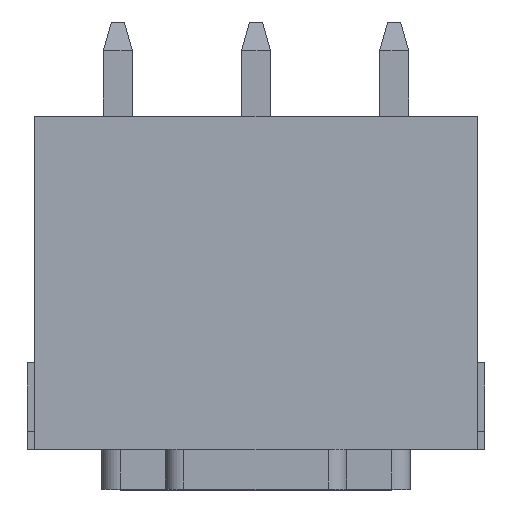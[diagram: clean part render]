
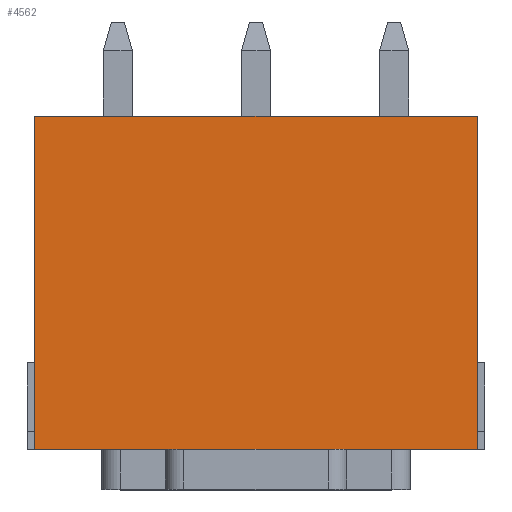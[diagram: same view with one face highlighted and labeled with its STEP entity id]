
A CAD part, top view. The second image highlights one B-rep face of the part: STEP entity #4562.
In plain terms, the highlighted planar face has unit normal (0, 0, 1).
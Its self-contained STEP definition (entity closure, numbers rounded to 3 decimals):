
#836=ORIENTED_EDGE('',*,*,#1829,.T.);
#837=ORIENTED_EDGE('',*,*,#1828,.F.);
#838=ORIENTED_EDGE('',*,*,#1816,.F.);
#839=ORIENTED_EDGE('',*,*,#1451,.T.);
#1451=EDGE_CURVE('',#2097,#2096,#2533,.T.);
#1816=EDGE_CURVE('',#2097,#2351,#2864,.T.);
#1828=EDGE_CURVE('',#2351,#2359,#2874,.T.);
#1829=EDGE_CURVE('',#2096,#2359,#2875,.T.);
#2096=VERTEX_POINT('',#6252);
#2097=VERTEX_POINT('',#6254);
#2351=VERTEX_POINT('',#6986);
#2359=VERTEX_POINT('',#7006);
#2533=LINE('',#6253,#3134);
#2864=LINE('',#6985,#3465);
#2874=LINE('',#7008,#3475);
#2875=LINE('',#7010,#3476);
#3134=VECTOR('',#5053,1000.);
#3465=VECTOR('',#5678,1000.);
#3475=VECTOR('',#5696,1000.);
#3476=VECTOR('',#5699,1000.);
#3843=EDGE_LOOP('',(#836,#837,#838,#839));
#4103=FACE_BOUND('',#3843,.T.);
#4336=PLANE('',#4871);
#4562=ADVANCED_FACE('',(#4103),#4336,.F.);
#4871=AXIS2_PLACEMENT_3D('',#7009,#5697,#5698);
#5053=DIRECTION('',(0.,-1.,0.));
#5678=DIRECTION('',(1.,0.,0.));
#5696=DIRECTION('',(0.,-1.,0.));
#5697=DIRECTION('',(0.,0.,-1.));
#5698=DIRECTION('',(-1.,0.,0.));
#5699=DIRECTION('',(1.,0.,0.));
#6252=CARTESIAN_POINT('',(-6.11,0.,3.5));
#6253=CARTESIAN_POINT('',(-6.11,9.2,3.5));
#6254=CARTESIAN_POINT('',(-6.11,9.2,3.5));
#6985=CARTESIAN_POINT('',(-6.11,9.2,3.5));
#6986=CARTESIAN_POINT('',(6.11,9.2,3.5));
#7006=CARTESIAN_POINT('',(6.11,0.,3.5));
#7008=CARTESIAN_POINT('',(6.11,9.2,3.5));
#7009=CARTESIAN_POINT('',(-6.11,9.2,3.5));
#7010=CARTESIAN_POINT('',(-6.11,0.,3.5));
